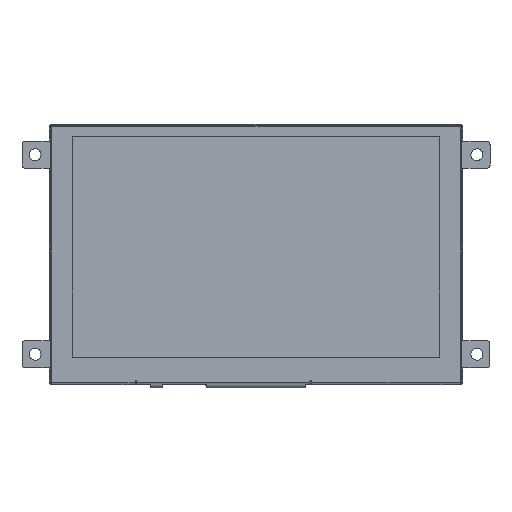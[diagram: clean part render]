
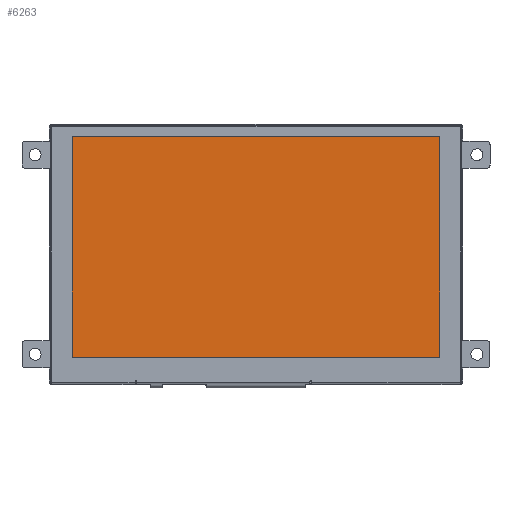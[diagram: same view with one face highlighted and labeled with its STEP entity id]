
A CAD part, top view. The second image highlights one B-rep face of the part: STEP entity #6263.
In plain terms, the highlighted planar face has unit normal (0, 0, 1).
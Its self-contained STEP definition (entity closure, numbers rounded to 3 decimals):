
#244=FACE_OUTER_BOUND('',#570,.T.);
#570=EDGE_LOOP('',(#4615,#4616,#4617,#4618));
#1103=LINE('',#9252,#1936);
#1106=LINE('',#9257,#1939);
#1108=LINE('',#9261,#1941);
#1109=LINE('',#9263,#1942);
#1936=VECTOR('',#7564,10.);
#1939=VECTOR('',#7569,10.);
#1941=VECTOR('',#7573,10.);
#1942=VECTOR('',#7576,10.);
#2728=VERTEX_POINT('',#9249);
#2729=VERTEX_POINT('',#9251);
#2730=VERTEX_POINT('',#9255);
#2731=VERTEX_POINT('',#9259);
#3427=EDGE_CURVE('',#2728,#2729,#1103,.T.);
#3430=EDGE_CURVE('',#2730,#2728,#1106,.T.);
#3432=EDGE_CURVE('',#2731,#2730,#1108,.T.);
#3433=EDGE_CURVE('',#2729,#2731,#1109,.T.);
#4615=ORIENTED_EDGE('',*,*,#3433,.F.);
#4616=ORIENTED_EDGE('',*,*,#3427,.F.);
#4617=ORIENTED_EDGE('',*,*,#3430,.F.);
#4618=ORIENTED_EDGE('',*,*,#3432,.F.);
#5963=PLANE('',#6771);
#6263=ADVANCED_FACE('',(#244),#5963,.F.);
#6771=AXIS2_PLACEMENT_3D('',#9264,#7577,#7578);
#7564=DIRECTION('',(0.,1.,0.));
#7569=DIRECTION('',(-1.,0.,0.));
#7573=DIRECTION('',(0.,-1.,0.));
#7576=DIRECTION('',(1.,0.,0.));
#7577=DIRECTION('center_axis',(0.,0.,-1.));
#7578=DIRECTION('ref_axis',(-1.,0.,0.));
#9249=CARTESIAN_POINT('',(6.957,8.386,2.75));
#9251=CARTESIAN_POINT('',(6.957,73.186,2.75));
#9252=CARTESIAN_POINT('',(6.957,8.386,2.75));
#9255=CARTESIAN_POINT('',(114.957,8.386,2.75));
#9257=CARTESIAN_POINT('',(114.957,8.386,2.75));
#9259=CARTESIAN_POINT('',(114.957,73.186,2.75));
#9261=CARTESIAN_POINT('',(114.957,73.186,2.75));
#9263=CARTESIAN_POINT('',(6.957,73.186,2.75));
#9264=CARTESIAN_POINT('Origin',(60.957,40.786,2.75));
